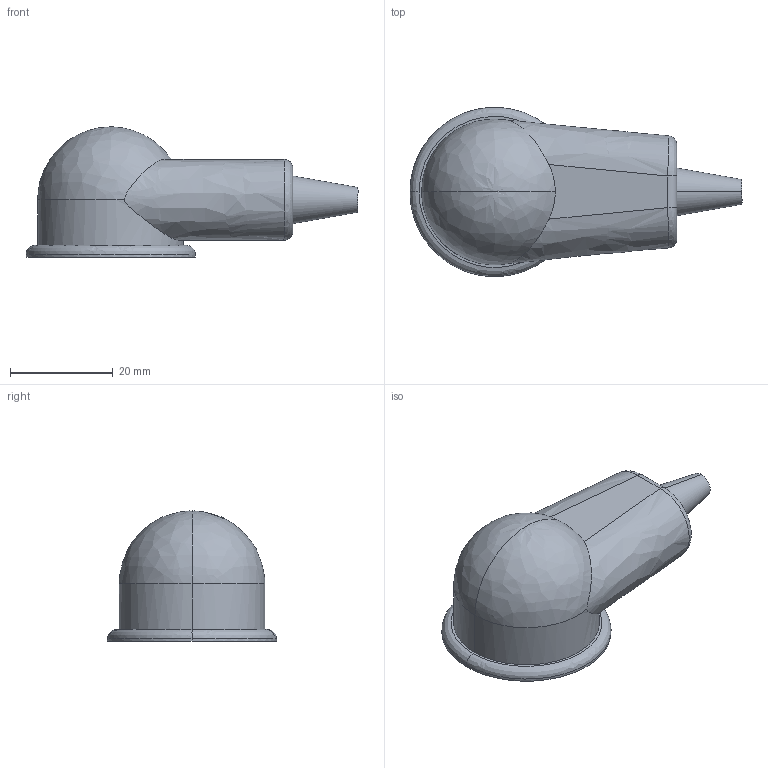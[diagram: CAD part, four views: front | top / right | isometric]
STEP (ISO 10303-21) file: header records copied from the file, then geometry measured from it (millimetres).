
FILE_DESCRIPTION (( 'STEP AP214' ), '1' );
FILE_NAME ('405N1.STEP', '2023-11-14T17:18:25', ( '' ), ( '' ), 'SwSTEP 2.0', 'SolidWorks 2023', '' );
FILE_SCHEMA (( 'AUTOMOTIVE_DESIGN' ));
Length unit declared in the file: inch
Products named in the file (1): 405N1
Bounding box: 64.77 x 32.98 x 25.4 mm (x, y, z)
Volume: 5940.1 mm3; surface area: 7953.3 mm2
Topology: 1 solids, 1 shells, 37 faces, 90 edges, 54 vertices
Faces by surface type: bspline 37
Entity records: 1926 total; most frequent: CARTESIAN_POINT 1400, ORIENTED_EDGE 172, EDGE_CURVE 86, VERTEX_POINT 54, B_SPLINE_CURVE_WITH_KNOTS 46, EDGE_LOOP 42, FACE_OUTER_BOUND 37, ADVANCED_FACE 37
